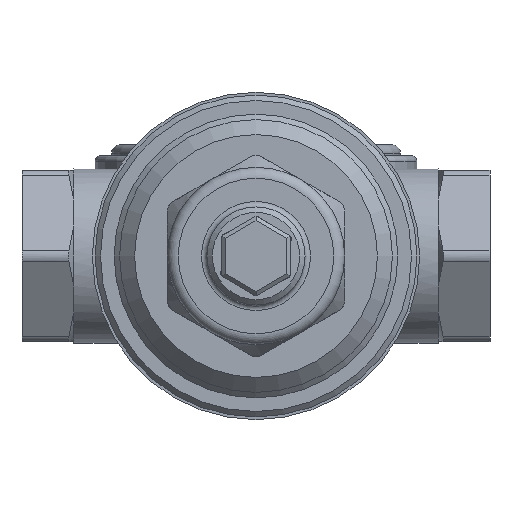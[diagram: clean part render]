
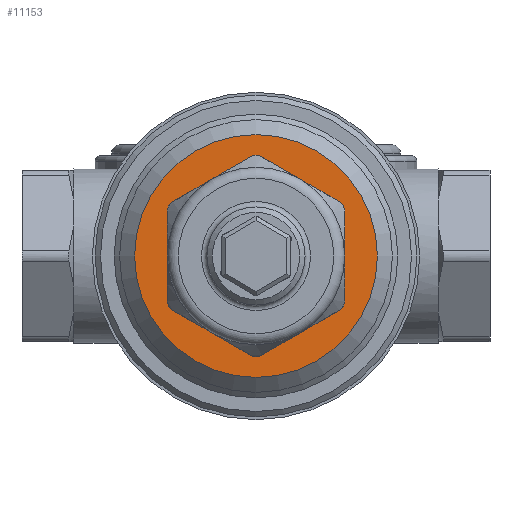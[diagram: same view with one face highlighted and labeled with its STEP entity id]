
A CAD part, front view. The second image highlights one B-rep face of the part: STEP entity #11153.
In plain terms, the highlighted planar face has unit normal (0, -1, 0).
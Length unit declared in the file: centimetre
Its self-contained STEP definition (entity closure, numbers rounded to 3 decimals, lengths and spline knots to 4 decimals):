
#553=FACE_BOUND('',#2122,.T.);
#865=PLANE('',#11916);
#1432=FACE_OUTER_BOUND('',#2121,.T.);
#2121=EDGE_LOOP('',(#9894));
#2122=EDGE_LOOP('',(#9895,#9896,#9897,#9898,#9899,#9900,#9901,#9902,#9903,
#9904,#9905,#9906));
#2375=CIRCLE('',#11853,2.225);
#2398=CIRCLE('',#11893,0.2);
#2399=CIRCLE('',#11896,0.2);
#2400=CIRCLE('',#11899,0.2);
#2401=CIRCLE('',#11903,0.2);
#2402=CIRCLE('',#11906,0.2);
#2403=CIRCLE('',#11909,0.2);
#3124=LINE('',#27741,#3858);
#3127=LINE('',#27749,#3861);
#3129=LINE('',#27755,#3863);
#3131=LINE('',#27759,#3865);
#3134=LINE('',#27767,#3868);
#3137=LINE('',#27775,#3871);
#3858=VECTOR('',#14100,1.6454);
#3861=VECTOR('',#14109,1.6454);
#3863=VECTOR('',#14117,1.6454);
#3865=VECTOR('',#14121,1.6454);
#3868=VECTOR('',#14130,1.6454);
#3871=VECTOR('',#14139,1.6454);
#5224=VERTEX_POINT('',#27668);
#5247=VERTEX_POINT('',#27731);
#5248=VERTEX_POINT('',#27732);
#5249=VERTEX_POINT('',#27737);
#5250=VERTEX_POINT('',#27739);
#5251=VERTEX_POINT('',#27743);
#5252=VERTEX_POINT('',#27747);
#5253=VERTEX_POINT('',#27751);
#5254=VERTEX_POINT('',#27757);
#5255=VERTEX_POINT('',#27761);
#5256=VERTEX_POINT('',#27765);
#5257=VERTEX_POINT('',#27769);
#5258=VERTEX_POINT('',#27773);
#6762=EDGE_CURVE('',#5224,#5224,#2375,.T.);
#6785=EDGE_CURVE('',#5247,#5248,#2398,.T.);
#6790=EDGE_CURVE('',#5249,#5250,#3124,.T.);
#6792=EDGE_CURVE('',#5250,#5251,#2399,.T.);
#6794=EDGE_CURVE('',#5251,#5252,#3127,.T.);
#6796=EDGE_CURVE('',#5252,#5253,#2400,.T.);
#6797=EDGE_CURVE('',#5253,#5247,#3129,.T.);
#6799=EDGE_CURVE('',#5248,#5254,#3131,.T.);
#6801=EDGE_CURVE('',#5254,#5255,#2401,.T.);
#6803=EDGE_CURVE('',#5255,#5256,#3134,.T.);
#6805=EDGE_CURVE('',#5256,#5257,#2402,.T.);
#6807=EDGE_CURVE('',#5257,#5258,#3137,.T.);
#6808=EDGE_CURVE('',#5258,#5249,#2403,.T.);
#9894=ORIENTED_EDGE('',*,*,#6762,.F.);
#9895=ORIENTED_EDGE('',*,*,#6790,.T.);
#9896=ORIENTED_EDGE('',*,*,#6792,.T.);
#9897=ORIENTED_EDGE('',*,*,#6794,.T.);
#9898=ORIENTED_EDGE('',*,*,#6796,.T.);
#9899=ORIENTED_EDGE('',*,*,#6797,.T.);
#9900=ORIENTED_EDGE('',*,*,#6785,.T.);
#9901=ORIENTED_EDGE('',*,*,#6799,.T.);
#9902=ORIENTED_EDGE('',*,*,#6801,.T.);
#9903=ORIENTED_EDGE('',*,*,#6803,.T.);
#9904=ORIENTED_EDGE('',*,*,#6805,.T.);
#9905=ORIENTED_EDGE('',*,*,#6807,.T.);
#9906=ORIENTED_EDGE('',*,*,#6808,.T.);
#11153=ADVANCED_FACE('',(#1432,#553),#865,.T.);
#11853=AXIS2_PLACEMENT_3D('',#27669,#14012,#14013);
#11893=AXIS2_PLACEMENT_3D('',#27733,#14092,#14093);
#11896=AXIS2_PLACEMENT_3D('',#27745,#14104,#14105);
#11899=AXIS2_PLACEMENT_3D('',#27753,#14113,#14114);
#11903=AXIS2_PLACEMENT_3D('',#27763,#14125,#14126);
#11906=AXIS2_PLACEMENT_3D('',#27771,#14134,#14135);
#11909=AXIS2_PLACEMENT_3D('',#27777,#14142,#14143);
#11916=AXIS2_PLACEMENT_3D('',#27784,#14156,#14157);
#14012=DIRECTION('center_axis',(0.,1.,0.));
#14013=DIRECTION('ref_axis',(0.,0.,1.));
#14092=DIRECTION('center_axis',(0.,1.,0.));
#14093=DIRECTION('ref_axis',(0.,0.,-1.));
#14100=DIRECTION('',(0.866,0.,-0.5));
#14104=DIRECTION('center_axis',(0.,1.,0.));
#14105=DIRECTION('ref_axis',(0.,0.,-1.));
#14109=DIRECTION('',(0.,0.,-1.));
#14113=DIRECTION('center_axis',(0.,1.,0.));
#14114=DIRECTION('ref_axis',(0.,0.,-1.));
#14117=DIRECTION('',(-0.866,0.,-0.5));
#14121=DIRECTION('',(-0.866,0.,0.5));
#14125=DIRECTION('center_axis',(0.,1.,0.));
#14126=DIRECTION('ref_axis',(0.,0.,-1.));
#14130=DIRECTION('',(0.,0.,1.));
#14134=DIRECTION('center_axis',(0.,1.,0.));
#14135=DIRECTION('ref_axis',(0.,0.,-1.));
#14139=DIRECTION('',(0.866,0.,0.5));
#14142=DIRECTION('center_axis',(0.,1.,0.));
#14143=DIRECTION('ref_axis',(0.,0.,-1.));
#14156=DIRECTION('center_axis',(0.,-1.,0.));
#14157=DIRECTION('ref_axis',(0.,0.,-1.));
#27668=CARTESIAN_POINT('',(-0.5439,-3.4103,2.225));
#27669=CARTESIAN_POINT('Origin',(-0.5439,-3.4103,0.));
#27731=CARTESIAN_POINT('',(-0.4439,-3.4103,-1.8187));
#27732=CARTESIAN_POINT('',(-0.6439,-3.4103,-1.8187));
#27733=CARTESIAN_POINT('Origin',(-0.5439,-3.4103,-1.6454));
#27737=CARTESIAN_POINT('',(-0.4439,-3.4103,1.8187));
#27739=CARTESIAN_POINT('',(0.9811,-3.4103,0.9959));
#27741=CARTESIAN_POINT('',(0.9811,-3.4103,0.9959));
#27743=CARTESIAN_POINT('',(1.0811,-3.4103,0.8227));
#27745=CARTESIAN_POINT('Origin',(0.8811,-3.4103,0.8227));
#27747=CARTESIAN_POINT('',(1.0811,-3.4103,-0.8227));
#27749=CARTESIAN_POINT('',(1.0811,-3.4103,-0.8227));
#27751=CARTESIAN_POINT('',(0.9811,-3.4103,-0.9959));
#27753=CARTESIAN_POINT('Origin',(0.8811,-3.4103,-0.8227));
#27755=CARTESIAN_POINT('',(-0.4439,-3.4103,-1.8187));
#27757=CARTESIAN_POINT('',(-2.0689,-3.4103,-0.9959));
#27759=CARTESIAN_POINT('',(-2.0689,-3.4103,-0.9959));
#27761=CARTESIAN_POINT('',(-2.1689,-3.4103,-0.8227));
#27763=CARTESIAN_POINT('Origin',(-1.9689,-3.4103,-0.8227));
#27765=CARTESIAN_POINT('',(-2.1689,-3.4103,0.8227));
#27767=CARTESIAN_POINT('',(-2.1689,-3.4103,0.8227));
#27769=CARTESIAN_POINT('',(-2.0689,-3.4103,0.9959));
#27771=CARTESIAN_POINT('Origin',(-1.9689,-3.4103,0.8227));
#27773=CARTESIAN_POINT('',(-0.6439,-3.4103,1.8187));
#27775=CARTESIAN_POINT('',(-0.6439,-3.4103,1.8187));
#27777=CARTESIAN_POINT('Origin',(-0.5439,-3.4103,1.6454));
#27784=CARTESIAN_POINT('Origin',(-2.0486,-3.4103,0.));
